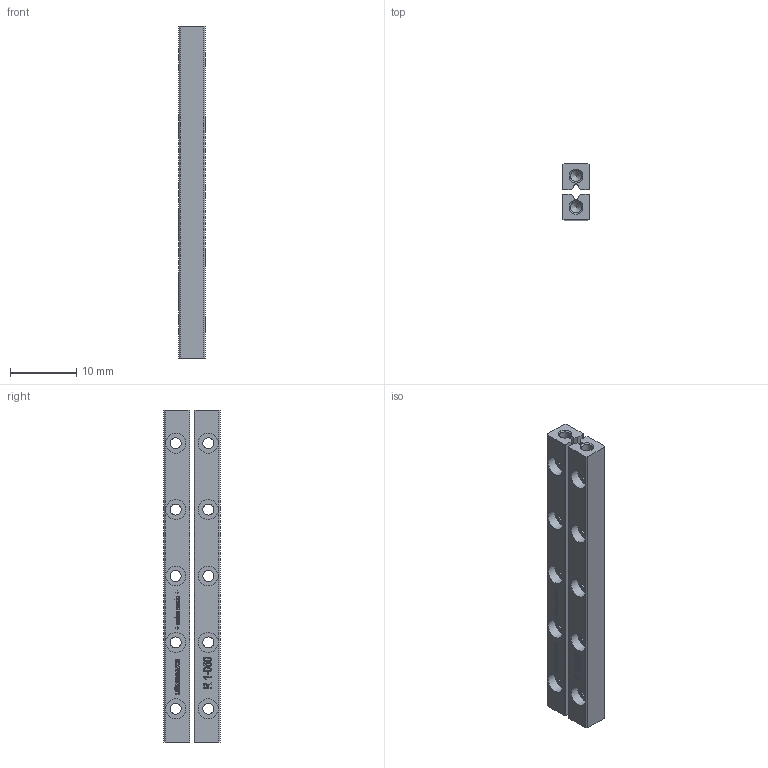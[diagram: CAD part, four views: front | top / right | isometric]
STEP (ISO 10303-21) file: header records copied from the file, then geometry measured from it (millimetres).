
FILE_DESCRIPTION(('FreeCAD Model'),'2;1');
FILE_NAME('R 1-050.step','2020-07-23T17:14:15',('Author'),(''), 'Open CASCADE STEP processor 6.8','FreeCAD','Unknown');
FILE_SCHEMA(('AUTOMOTIVE_DESIGN_CC2 { 1 2 10303 214 -1 1 5 4 }'));
Length unit declared in the file: millimetre
Products named in the file (2): ASSEMBLY; Cut001
Assembly tree (1 placements, depth 2):
  ASSEMBLY
    Cut001
Bounding box: 4 x 8.5 x 50 mm (x, y, z)
Volume: 1306.7 mm3; surface area: 1986.7 mm2
Topology: 2 solids, 2 shells, 602 faces, 1632 edges, 1082 vertices
Faces by surface type: extrusion 372, plane 186, cylinder 26, cone 18
Full cylindrical faces by diameter (mm): 1.65 x10, 1.7 x4, 3 x10
Entity records: 40419 total; most frequent: CARTESIAN_POINT 10199, DIRECTION 4284, VECTOR 3654, LINE 3282, ORIENTED_EDGE 3256, PCURVE 3256, DEFINITIONAL_REPRESENTATION 3256, B_SPLINE_CURVE_WITH_KNOTS 1860
